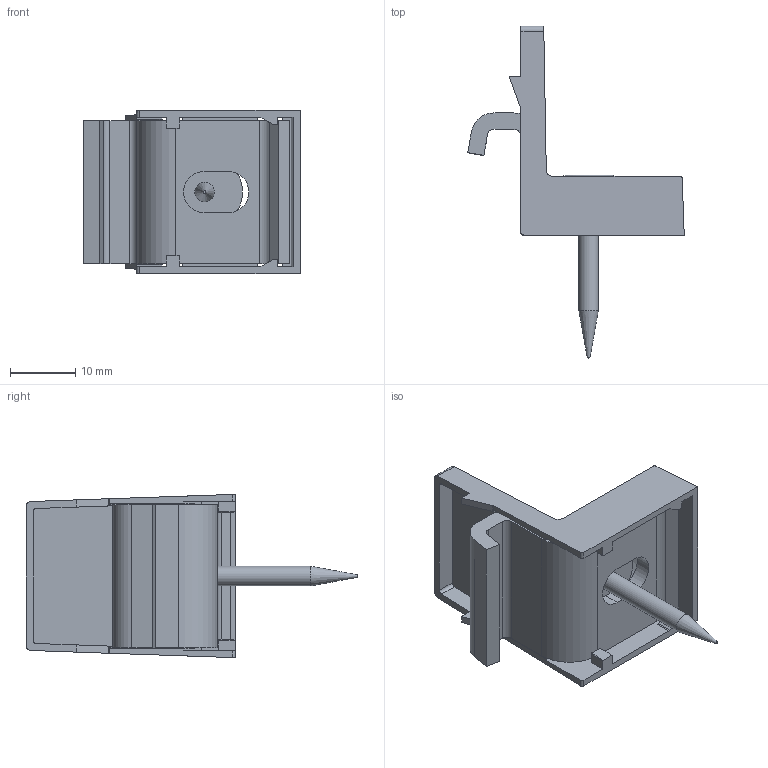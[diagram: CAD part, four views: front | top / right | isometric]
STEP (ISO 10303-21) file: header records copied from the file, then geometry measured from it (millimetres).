
FILE_DESCRIPTION(/* description */ ('STEP AP214'),/* implementation_level */ '2;1');
FILE_NAME(/* name */ '093WT401N08S',/* time_stamp */ '2022-11-25T13:12:15+01:00',/* author */ ('License CC BY-ND 4.0'),/* organization */ ('CADENAS'),/* preprocessor_version */ 'ST-DEVELOPER v18.102',/* originating_system */ 'PARTsolutions',/* authorisation */ ' ');
FILE_SCHEMA (('AUTOMOTIVE_DESIGN {1 0 10303 214 3 1 1}'));
Length unit declared in the file: millimetre
Products named in the file (5): 093WT401N08S; 093WT401N08S-3; 093WT401N08S-2; 093WT401N08S-1; 093WT401N08S_dummy
Assembly tree (4 placements, depth 2):
  093WT401N08S
    093WT401N08S-3
    093WT401N08S-2
    093WT401N08S-1
    093WT401N08S_dummy
Bounding box: 33.12 x 50.8 x 25 mm (x, y, z)
Volume: 4534.9 mm3; surface area: 6547.4 mm2
Topology: 3 solids, 3 shells, 207 faces, 617 edges, 412 vertices
Faces by surface type: plane 131, cylinder 74, torus 1, cone 1
Full cylindrical faces by diameter (mm): 3 x1, 11.6 x1
Entity records: 7100 total; most frequent: CARTESIAN_POINT 1255, ORIENTED_EDGE 1226, DIRECTION 1191, EDGE_CURVE 613, LINE 451, VECTOR 451, VERTEX_POINT 411, AXIS2_PLACEMENT_3D 370
